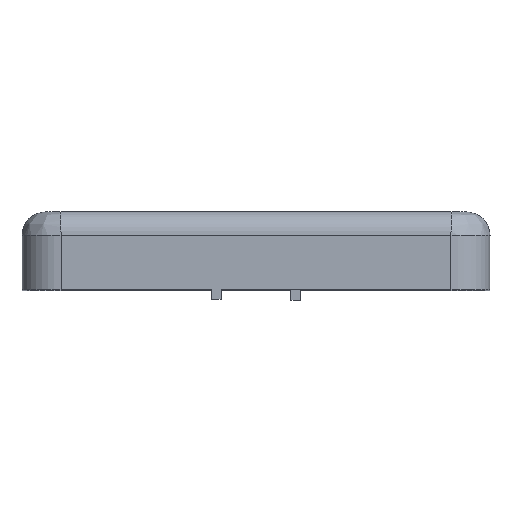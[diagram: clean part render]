
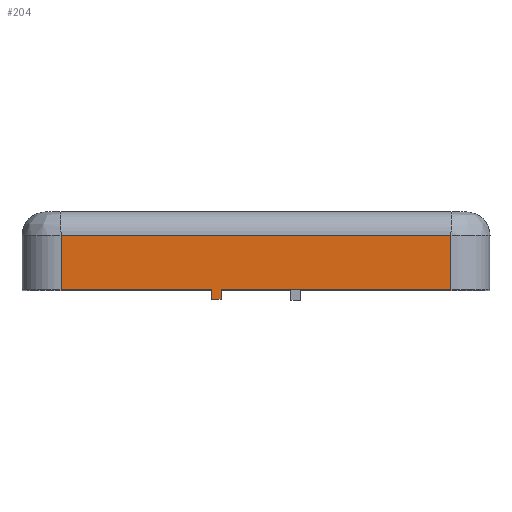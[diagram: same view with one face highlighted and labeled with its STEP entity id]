
A CAD part, top view. The second image highlights one B-rep face of the part: STEP entity #204.
In plain terms, the highlighted planar face has unit normal (0, 0, 1).
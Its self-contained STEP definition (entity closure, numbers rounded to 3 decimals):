
#204 = ADVANCED_FACE( 'NONE', ( #427 ), #428, .T. );
#427 = FACE_OUTER_BOUND( '', #796, .T. );
#428 = PLANE( '', #797 );
#796 = EDGE_LOOP( '', ( #1373, #1374, #1375, #1376, #1377, #1378, #1379, #1380 ) );
#797 = AXIS2_PLACEMENT_3D( '', #1381, #1382, #1383 );
#1373 = ORIENTED_EDGE( '', *, *, #1827, .T. );
#1374 = ORIENTED_EDGE( '', *, *, #1828, .F. );
#1375 = ORIENTED_EDGE( '', *, *, #1829, .F. );
#1376 = ORIENTED_EDGE( '', *, *, #1659, .T. );
#1377 = ORIENTED_EDGE( '', *, *, #1598, .T. );
#1378 = ORIENTED_EDGE( '', *, *, #1691, .F. );
#1379 = ORIENTED_EDGE( '', *, *, #1830, .F. );
#1380 = ORIENTED_EDGE( '', *, *, #1699, .T. );
#1381 = CARTESIAN_POINT( '', ( -12.5, 0., 15.6 ) );
#1382 = DIRECTION( '', ( 0., 0., 1. ) );
#1383 = DIRECTION( '', ( 1., 0., 0. ) );
#1598 = EDGE_CURVE( 'NONE', #1887, #1885, #1888, .T. );
#1659 = EDGE_CURVE( 'NONE', #1991, #1887, #1992, .T. );
#1691 = EDGE_CURVE( 'NONE', #2043, #1885, #2046, .T. );
#1699 = EDGE_CURVE( 'NONE', #2057, #2055, #2058, .T. );
#1827 = EDGE_CURVE( 'NONE', #2055, #2231, #2232, .T. );
#1828 = EDGE_CURVE( 'NONE', #2233, #2231, #2234, .T. );
#1829 = EDGE_CURVE( 'NONE', #1991, #2233, #2235, .T. );
#1830 = EDGE_CURVE( 'NONE', #2057, #2043, #2236, .T. );
#1885 = VERTEX_POINT( 'NONE', #2299 );
#1887 = VERTEX_POINT( 'NONE', #2301 );
#1888 = LINE( '', #2302, #2303 );
#1991 = VERTEX_POINT( 'NONE', #2430 );
#1992 = LINE( '', #2431, #2432 );
#2043 = VERTEX_POINT( 'NONE', #2494 );
#2046 = LINE( '', #2497, #2498 );
#2055 = VERTEX_POINT( 'NONE', #2511 );
#2057 = VERTEX_POINT( 'NONE', #2513 );
#2058 = LINE( '', #2514, #2515 );
#2231 = VERTEX_POINT( 'NONE', #2745 );
#2232 = LINE( '', #2746, #2747 );
#2233 = VERTEX_POINT( 'NONE', #2748 );
#2234 = LINE( '', #2749, #2750 );
#2235 = LINE( '', #2751, #2752 );
#2236 = LINE( '', #2753, #2754 );
#2299 = CARTESIAN_POINT( '', ( 12.5, -5., 15.6 ) );
#2301 = CARTESIAN_POINT( '', ( -2.24, -5., 15.6 ) );
#2302 = CARTESIAN_POINT( '', ( -12.5, -5., 15.6 ) );
#2303 = VECTOR( '', #2810, 1000. );
#2430 = CARTESIAN_POINT( '', ( -2.24, -5.6, 15.6 ) );
#2431 = CARTESIAN_POINT( '', ( -2.24, -5.6, 15.6 ) );
#2432 = VECTOR( '', #2907, 1000. );
#2494 = CARTESIAN_POINT( '', ( 12.5, -1.5, 15.6 ) );
#2497 = CARTESIAN_POINT( '', ( 12.5, 0., 15.6 ) );
#2498 = VECTOR( '', #2958, 1000. );
#2511 = CARTESIAN_POINT( '', ( -12.5, -5., 15.6 ) );
#2513 = CARTESIAN_POINT( '', ( -12.5, -1.5, 15.6 ) );
#2514 = CARTESIAN_POINT( '', ( -12.5, 0., 15.6 ) );
#2515 = VECTOR( '', #2966, 1000. );
#2745 = CARTESIAN_POINT( '', ( -2.84, -5., 15.6 ) );
#2746 = CARTESIAN_POINT( '', ( -12.5, -5., 15.6 ) );
#2747 = VECTOR( '', #3141, 1000. );
#2748 = CARTESIAN_POINT( '', ( -2.84, -5.6, 15.6 ) );
#2749 = CARTESIAN_POINT( '', ( -2.84, -5.6, 15.6 ) );
#2750 = VECTOR( '', #3142, 1000. );
#2751 = CARTESIAN_POINT( '', ( -2.84, -5.6, 15.6 ) );
#2752 = VECTOR( '', #3143, 1000. );
#2753 = CARTESIAN_POINT( '', ( -12.5, -1.5, 15.6 ) );
#2754 = VECTOR( '', #3144, 1000. );
#2810 = DIRECTION( '', ( 1., 0., 0. ) );
#2907 = DIRECTION( '', ( 0., 1., 0. ) );
#2958 = DIRECTION( '', ( 0., -1., 0. ) );
#2966 = DIRECTION( '', ( 0., -1., 0. ) );
#3141 = DIRECTION( '', ( 1., 0., 0. ) );
#3142 = DIRECTION( '', ( 0., 1., 0. ) );
#3143 = DIRECTION( '', ( -1., 0., 0. ) );
#3144 = DIRECTION( '', ( 1., 0., 0. ) );
